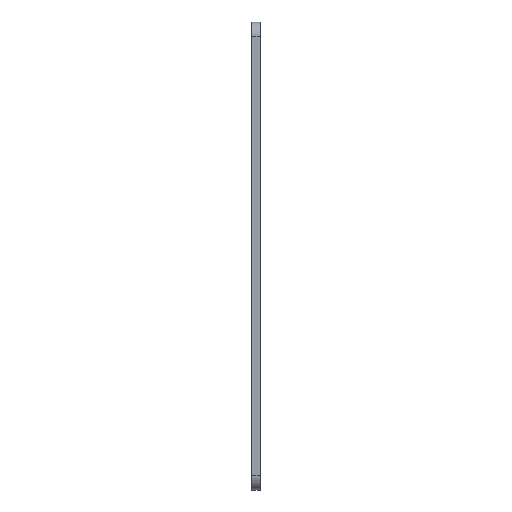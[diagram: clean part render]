
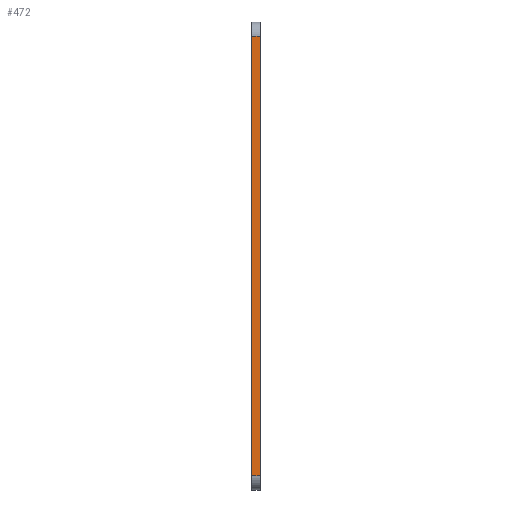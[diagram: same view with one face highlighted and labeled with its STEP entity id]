
A CAD part, left-side view. The second image highlights one B-rep face of the part: STEP entity #472.
In plain terms, the highlighted planar face has unit normal (-1, 0, 0).
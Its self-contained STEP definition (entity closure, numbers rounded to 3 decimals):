
#36 = ORIENTED_EDGE ( 'NONE', *, *, #923, .F. ) ;
#43 = VERTEX_POINT ( 'NONE', #646 ) ;
#48 = VECTOR ( 'NONE', #61, 1000. ) ;
#61 = DIRECTION ( 'NONE',  ( 0., -1., 0. ) ) ;
#63 = CARTESIAN_POINT ( 'NONE',  ( -35., 3., -5. ) ) ;
#82 = LINE ( 'NONE', #828, #94 ) ;
#94 = VECTOR ( 'NONE', #372, 1000. ) ;
#144 = CARTESIAN_POINT ( 'NONE',  ( -35., 3., -162. ) ) ;
#165 = ORIENTED_EDGE ( 'NONE', *, *, #877, .T. ) ;
#213 = EDGE_CURVE ( 'NONE', #416, #638, #82, .T. ) ;
#218 = DIRECTION ( 'NONE',  ( -1., 0., 0. ) ) ;
#229 = EDGE_LOOP ( 'NONE', ( #36, #660, #691, #165 ) ) ;
#299 = CARTESIAN_POINT ( 'NONE',  ( -35., 3., -5. ) ) ;
#334 = VECTOR ( 'NONE', #589, 1000. ) ;
#356 = CARTESIAN_POINT ( 'NONE',  ( -35., 0., -157. ) ) ;
#367 = DIRECTION ( 'NONE',  ( 0., 0., 1. ) ) ;
#372 = DIRECTION ( 'NONE',  ( 0., 0., 1. ) ) ;
#414 = VERTEX_POINT ( 'NONE', #63 ) ;
#416 = VERTEX_POINT ( 'NONE', #356 ) ;
#437 = LINE ( 'NONE', #747, #48 ) ;
#472 = ADVANCED_FACE ( 'NONE', ( #509 ), #905, .T. ) ;
#509 = FACE_OUTER_BOUND ( 'NONE', #229, .T. ) ;
#575 = AXIS2_PLACEMENT_3D ( 'NONE', #823, #218, #367 ) ;
#589 = DIRECTION ( 'NONE',  ( 0., 1., 0. ) ) ;
#638 = VERTEX_POINT ( 'NONE', #924 ) ;
#646 = CARTESIAN_POINT ( 'NONE',  ( -35., 3., -157. ) ) ;
#660 = ORIENTED_EDGE ( 'NONE', *, *, #955, .T. ) ;
#691 = ORIENTED_EDGE ( 'NONE', *, *, #213, .T. ) ;
#747 = CARTESIAN_POINT ( 'NONE',  ( -35., 0., -157. ) ) ;
#752 = DIRECTION ( 'NONE',  ( 0., 0., 1. ) ) ;
#823 = CARTESIAN_POINT ( 'NONE',  ( -35., -165.738, -162. ) ) ;
#825 = LINE ( 'NONE', #144, #942 ) ;
#828 = CARTESIAN_POINT ( 'NONE',  ( -35., 0., -162. ) ) ;
#877 = EDGE_CURVE ( 'NONE', #638, #414, #985, .T. ) ;
#905 = PLANE ( 'NONE',  #575 ) ;
#923 = EDGE_CURVE ( 'NONE', #43, #414, #825, .T. ) ;
#924 = CARTESIAN_POINT ( 'NONE',  ( -35., 0., -5. ) ) ;
#942 = VECTOR ( 'NONE', #752, 1000. ) ;
#955 = EDGE_CURVE ( 'NONE', #43, #416, #437, .T. ) ;
#985 = LINE ( 'NONE', #299, #334 ) ;
